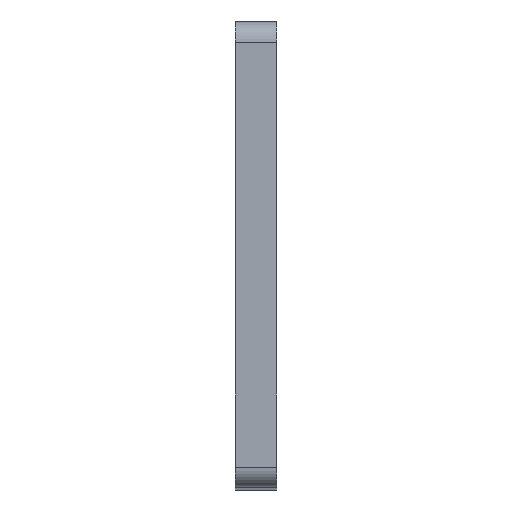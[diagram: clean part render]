
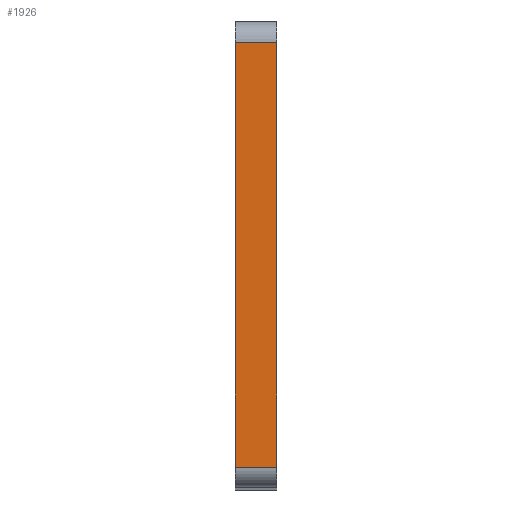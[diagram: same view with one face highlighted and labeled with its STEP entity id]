
A CAD part, top view. The second image highlights one B-rep face of the part: STEP entity #1926.
In plain terms, the highlighted planar face has unit normal (0, 0, 1).
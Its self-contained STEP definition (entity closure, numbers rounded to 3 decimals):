
#146=PLANE('',#2168);
#238=FACE_OUTER_BOUND('',#334,.T.);
#334=EDGE_LOOP('',(#1601,#1602,#1603,#1604));
#503=LINE('',#3016,#625);
#562=LINE('',#3268,#684);
#563=LINE('',#3270,#685);
#564=LINE('',#3271,#686);
#625=VECTOR('',#2461,10.);
#684=VECTOR('',#2742,10.);
#685=VECTOR('',#2745,10.);
#686=VECTOR('',#2746,10.);
#911=VERTEX_POINT('',#3013);
#912=VERTEX_POINT('',#3015);
#993=VERTEX_POINT('',#3264);
#994=VERTEX_POINT('',#3266);
#1124=EDGE_CURVE('',#911,#912,#503,.T.);
#1250=EDGE_CURVE('',#993,#994,#562,.T.);
#1251=EDGE_CURVE('',#911,#993,#563,.T.);
#1252=EDGE_CURVE('',#994,#912,#564,.T.);
#1601=ORIENTED_EDGE('',*,*,#1251,.T.);
#1602=ORIENTED_EDGE('',*,*,#1250,.T.);
#1603=ORIENTED_EDGE('',*,*,#1252,.T.);
#1604=ORIENTED_EDGE('',*,*,#1124,.F.);
#1926=ADVANCED_FACE('',(#238),#146,.T.);
#2168=AXIS2_PLACEMENT_3D('',#3269,#2743,#2744);
#2461=DIRECTION('',(1.,0.,0.));
#2742=DIRECTION('',(1.,0.,0.));
#2743=DIRECTION('center_axis',(0.,0.,1.));
#2744=DIRECTION('ref_axis',(0.,-1.,0.));
#2745=DIRECTION('',(0.,-1.,0.));
#2746=DIRECTION('',(0.,1.,0.));
#3013=CARTESIAN_POINT('',(0.,31.,160.));
#3015=CARTESIAN_POINT('',(6.,31.,160.));
#3016=CARTESIAN_POINT('',(0.,31.,160.));
#3264=CARTESIAN_POINT('',(0.,-31.,160.));
#3266=CARTESIAN_POINT('',(6.,-31.,160.));
#3268=CARTESIAN_POINT('',(0.,-31.,160.));
#3269=CARTESIAN_POINT('Origin',(0.,0.,160.));
#3270=CARTESIAN_POINT('',(0.,0.,160.));
#3271=CARTESIAN_POINT('',(6.,0.,160.));
